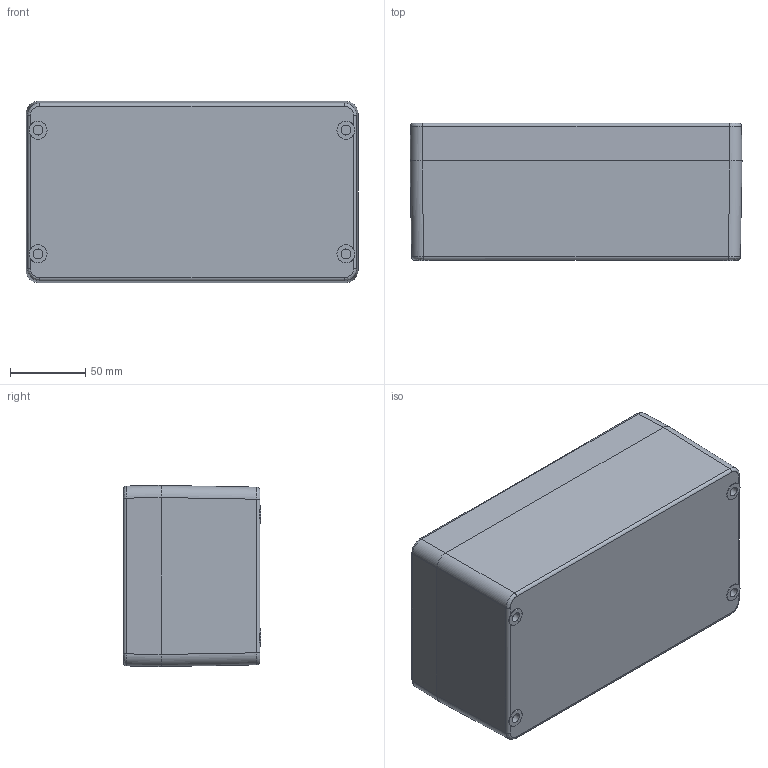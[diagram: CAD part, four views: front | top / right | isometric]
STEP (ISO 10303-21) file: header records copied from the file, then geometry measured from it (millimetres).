
FILE_DESCRIPTION (( 'STEP AP214' ), '1' );
FILE_NAME ('2367-2212-09-00.step', '2023-11-08T08:22:07', ( '' ), ( '' ), 'SwSTEP 2.0', 'SolidWorks 2019', '' );
FILE_SCHEMA (( 'AUTOMOTIVE_DESIGN' ));
Length unit declared in the file: millimetre
Products named in the file (5): Unterteil^2367-2212-09-00; 2367-2212-09-00; Deckel^2367-2212-09-00; DeckelschraubeM6x36
Assembly tree (7 placements, depth 3):
  2367-2212-09-00
    2367-2212-09-00
      Unterteil^2367-2212-09-00
      Deckel^2367-2212-09-00
      DeckelschraubeM6x36  x4
Bounding box: 220 x 91 x 120 mm (x, y, z)
Volume: 204563.5 mm3; surface area: 240290.4 mm2
Topology: 1 solids, 20 shells, 537 faces, 1386 edges, 874 vertices
Faces by surface type: plane 197, cylinder 196, cone 108, torus 20, bspline 16
Entity records: 13751 total; most frequent: CARTESIAN_POINT 4488, DIRECTION 1890, ORIENTED_EDGE 1874, EDGE_CURVE 959, AXIS2_PLACEMENT_3D 742, VERTEX_POINT 616, EDGE_LOOP 441, LINE 406
